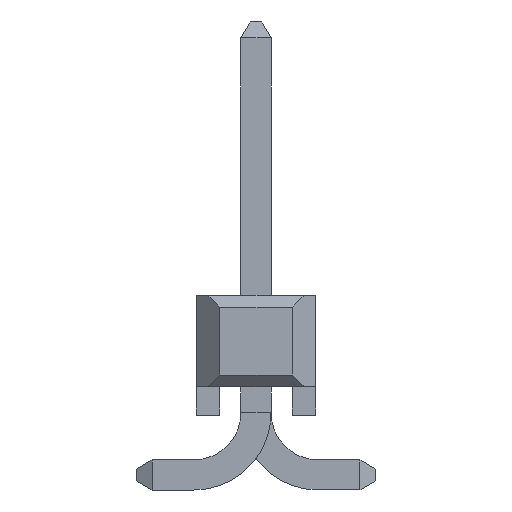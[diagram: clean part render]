
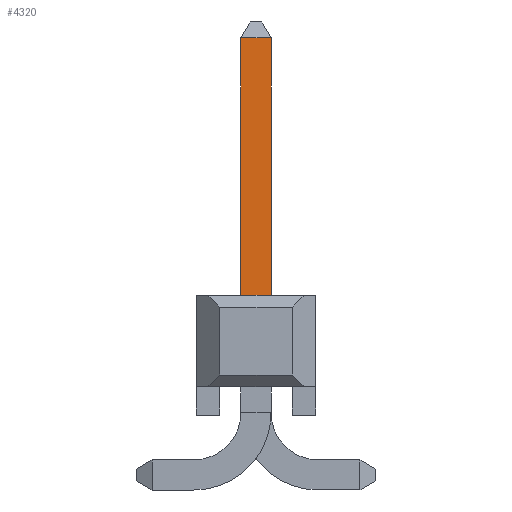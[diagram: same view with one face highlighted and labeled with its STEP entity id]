
A CAD part, left-side view. The second image highlights one B-rep face of the part: STEP entity #4320.
In plain terms, the highlighted planar face has unit normal (-1, 0, 0).
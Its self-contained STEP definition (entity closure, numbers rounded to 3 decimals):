
#380=FACE_OUTER_BOUND('',#621,.T.);
#621=EDGE_LOOP('',(#3749,#3750,#3751,#3752));
#1108=LINE('',#6637,#1672);
#1152=LINE('',#6734,#1716);
#1158=LINE('',#6744,#1722);
#1159=LINE('',#6747,#1723);
#1672=VECTOR('',#5460,10.);
#1716=VECTOR('',#5546,0.64);
#1722=VECTOR('',#5560,7.952);
#1723=VECTOR('',#5565,7.952);
#2074=VERTEX_POINT('',#6631);
#2076=VERTEX_POINT('',#6635);
#2106=VERTEX_POINT('',#6726);
#2108=VERTEX_POINT('',#6732);
#2612=EDGE_CURVE('',#2076,#2074,#1108,.T.);
#2660=EDGE_CURVE('',#2106,#2108,#1152,.T.);
#2666=EDGE_CURVE('',#2106,#2076,#1158,.T.);
#2667=EDGE_CURVE('',#2108,#2074,#1159,.T.);
#3749=ORIENTED_EDGE('',*,*,#2612,.F.);
#3750=ORIENTED_EDGE('',*,*,#2666,.F.);
#3751=ORIENTED_EDGE('',*,*,#2660,.T.);
#3752=ORIENTED_EDGE('',*,*,#2667,.T.);
#4090=PLANE('',#4583);
#4320=ADVANCED_FACE('',(#380),#4090,.T.);
#4583=AXIS2_PLACEMENT_3D('',#6746,#5563,#5564);
#5460=DIRECTION('',(0.,1.,0.));
#5546=DIRECTION('',(0.,1.,0.));
#5560=DIRECTION('',(0.,0.,-1.));
#5563=DIRECTION('center_axis',(-1.,0.,0.));
#5564=DIRECTION('ref_axis',(0.,1.,0.));
#5565=DIRECTION('',(0.,0.,-1.));
#6631=CARTESIAN_POINT('',(-0.32,0.32,4.13));
#6635=CARTESIAN_POINT('',(-0.32,-0.32,4.13));
#6637=CARTESIAN_POINT('',(-0.32,-0.16,4.13));
#6726=CARTESIAN_POINT('',(-0.32,-0.32,9.592));
#6732=CARTESIAN_POINT('',(-0.32,0.32,9.592));
#6734=CARTESIAN_POINT('',(-0.32,-0.32,9.592));
#6744=CARTESIAN_POINT('',(-0.32,-0.32,9.592));
#6746=CARTESIAN_POINT('Origin',(-0.32,-0.32,9.93));
#6747=CARTESIAN_POINT('',(-0.32,0.32,9.592));
